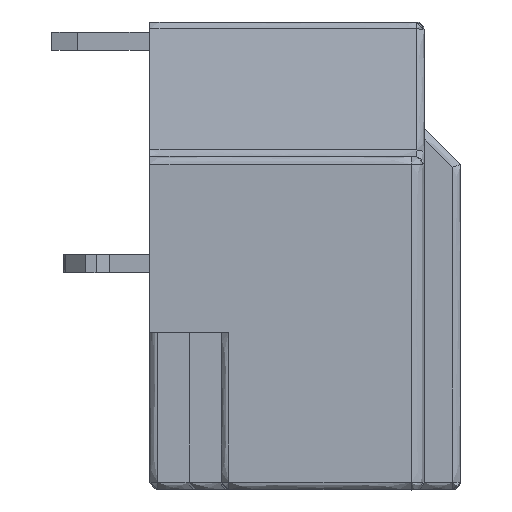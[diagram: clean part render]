
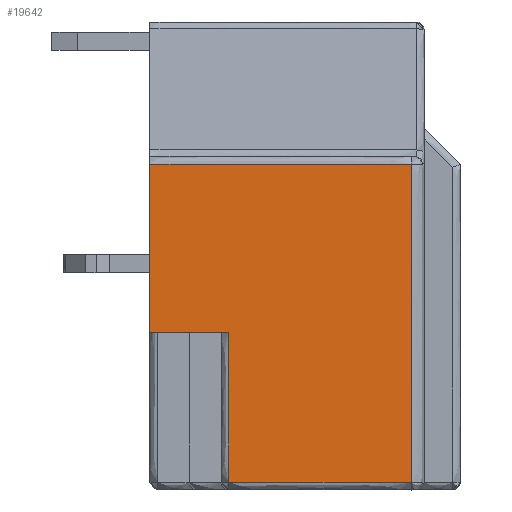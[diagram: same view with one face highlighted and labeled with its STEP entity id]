
A CAD part, left-side view. The second image highlights one B-rep face of the part: STEP entity #19642.
In plain terms, the highlighted free-form (B-spline) face has degree [1, 1] with [2, 2] control points.
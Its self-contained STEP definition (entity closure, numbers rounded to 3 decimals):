
#17189=CARTESIAN_POINT('',(-32.25,19.19,-1.7));
#17190=VERTEX_POINT('',#17189);
#17232=CARTESIAN_POINT('',(-32.25,26.24,-1.7));
#17233=VERTEX_POINT('',#17232);
#17234=CARTESIAN_POINT('',(-32.25,19.19,-1.7));
#17235=CARTESIAN_POINT('',(-32.25,26.24,-1.7));
#17236=B_SPLINE_CURVE_WITH_KNOTS('',1,(#17234,#17235),.POLYLINE_FORM.,.F.,.U.,(2,2),(0.,1.),.UNSPECIFIED.);
#17237=EDGE_CURVE('',#17190,#17233,#17236,.T.);
#19587=CARTESIAN_POINT('',(-32.25,19.19,10.6));
#19588=VERTEX_POINT('',#19587);
#19597=CARTESIAN_POINT('',(-32.25,19.19,10.6));
#19598=CARTESIAN_POINT('',(-32.25,19.19,-1.7));
#19599=B_SPLINE_CURVE_WITH_KNOTS('',1,(#19597,#19598),.POLYLINE_FORM.,.F.,.U.,(2,2),(0.,1.),.UNSPECIFIED.);
#19600=EDGE_CURVE('',#19588,#17190,#19599,.T.);
#19607=CARTESIAN_POINT('',(-32.25,188.799,-11.466));
#19608=CARTESIAN_POINT('',(-32.25,188.799,318.402));
#19609=CARTESIAN_POINT('',(-32.25,-141.069,-11.466));
#19610=CARTESIAN_POINT('',(-32.25,-141.069,318.402));
#19611=B_SPLINE_SURFACE_WITH_KNOTS('',1,1,((#19607,#19608),(#19609,#19610)),.PLANE_SURF.,.F.,.F.,.U.,(2,2),(2,2),(0.,1.),(0.,1.),.UNSPECIFIED.);
#19612=CARTESIAN_POINT('',(-32.25,26.24,4.1));
#19613=VERTEX_POINT('',#19612);
#19614=CARTESIAN_POINT('',(-32.25,26.24,4.1));
#19615=CARTESIAN_POINT('',(-32.25,26.24,-1.7));
#19616=B_SPLINE_CURVE_WITH_KNOTS('',1,(#19614,#19615),.POLYLINE_FORM.,.F.,.U.,(2,2),(0.,1.),.UNSPECIFIED.);
#19617=EDGE_CURVE('',#19613,#17233,#19616,.T.);
#19618=ORIENTED_EDGE('',*,*,#19617,.T.);
#19619=ORIENTED_EDGE('',*,*,#17237,.F.);
#19620=ORIENTED_EDGE('',*,*,#19600,.F.);
#19621=CARTESIAN_POINT('',(-32.25,29.29,10.6));
#19622=VERTEX_POINT('',#19621);
#19623=CARTESIAN_POINT('',(-32.25,19.19,10.6));
#19624=CARTESIAN_POINT('',(-32.25,29.29,10.6));
#19625=B_SPLINE_CURVE_WITH_KNOTS('',1,(#19623,#19624),.POLYLINE_FORM.,.F.,.U.,(2,2),(0.,1.),.UNSPECIFIED.);
#19626=EDGE_CURVE('',#19588,#19622,#19625,.T.);
#19627=ORIENTED_EDGE('',*,*,#19626,.T.);
#19628=CARTESIAN_POINT('',(-32.25,29.29,4.1));
#19629=VERTEX_POINT('',#19628);
#19630=CARTESIAN_POINT('',(-32.25,29.29,10.6));
#19631=CARTESIAN_POINT('',(-32.25,29.29,4.1));
#19632=B_SPLINE_CURVE_WITH_KNOTS('',1,(#19630,#19631),.POLYLINE_FORM.,.F.,.U.,(2,2),(0.,1.),.UNSPECIFIED.);
#19633=EDGE_CURVE('',#19622,#19629,#19632,.T.);
#19634=ORIENTED_EDGE('',*,*,#19633,.T.);
#19635=CARTESIAN_POINT('',(-32.25,29.29,4.1));
#19636=CARTESIAN_POINT('',(-32.25,26.24,4.1));
#19637=B_SPLINE_CURVE_WITH_KNOTS('',1,(#19635,#19636),.POLYLINE_FORM.,.F.,.U.,(2,2),(0.,1.),.UNSPECIFIED.);
#19638=EDGE_CURVE('',#19629,#19613,#19637,.T.);
#19639=ORIENTED_EDGE('',*,*,#19638,.T.);
#19640=EDGE_LOOP('',(#19618,#19619,#19620,#19627,#19634,#19639));
#19641=FACE_OUTER_BOUND('',#19640,.T.);
#19642=ADVANCED_FACE('',(#19641),#19611,.T.);
